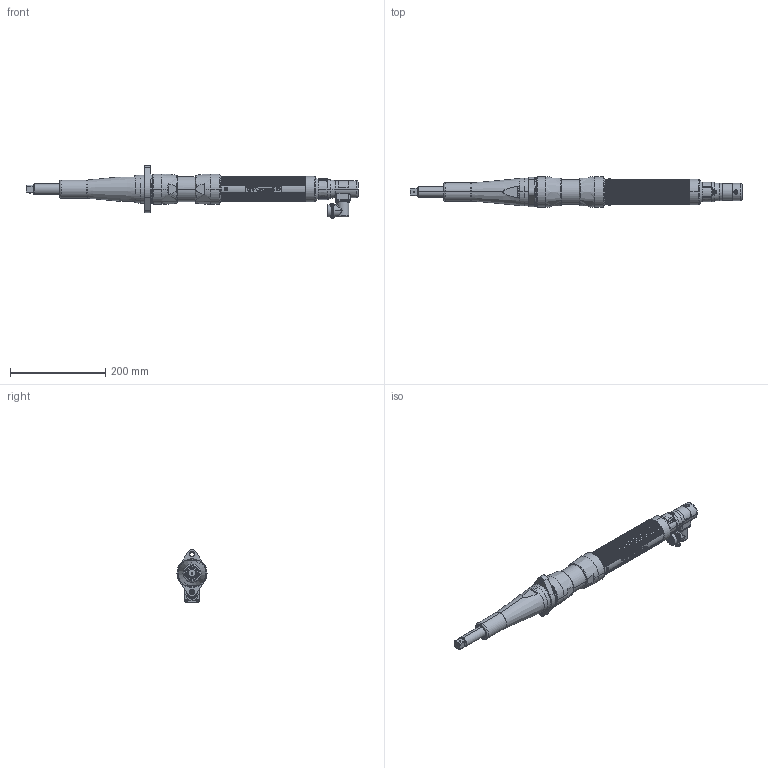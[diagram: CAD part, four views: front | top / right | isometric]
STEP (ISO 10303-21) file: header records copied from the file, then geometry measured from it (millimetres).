
FILE_DESCRIPTION((''),'2;1');
FILE_NAME('EB55MB2F2-170','2015-05-26T',('EJF1116'),(''),'PRO/ENGINEER BY PARAMETRIC TECHNOLOGY CORPORATION, 2010430','PRO/ENGINEER BY PARAMETRIC TECHNOLOGY CORPORATION, 2010430','');
FILE_SCHEMA(('CONFIG_CONTROL_DESIGN'));
Length unit declared in the file: inch
Products named in the file (1): EB55MB2F2-170
Bounding box: 697.99 x 63.44 x 110.43 mm (x, y, z)
Surface area: 139172.1 mm2 (no closed solid volume)
Topology: 0 solids, 103 shells, 627 faces, 3266 edges, 2647 vertices
Faces by surface type: cylinder 269, plane 163, cone 71, torus 61, bspline 61, extrusion 2
Entity records: 46172 total; most frequent: CARTESIAN_POINT 22087, DIRECTION 4572, ORIENTED_EDGE 4390, EDGE_CURVE 3266, VERTEX_POINT 2647, VECTOR 1634, LINE 1632, AXIS2_PLACEMENT_3D 1469
